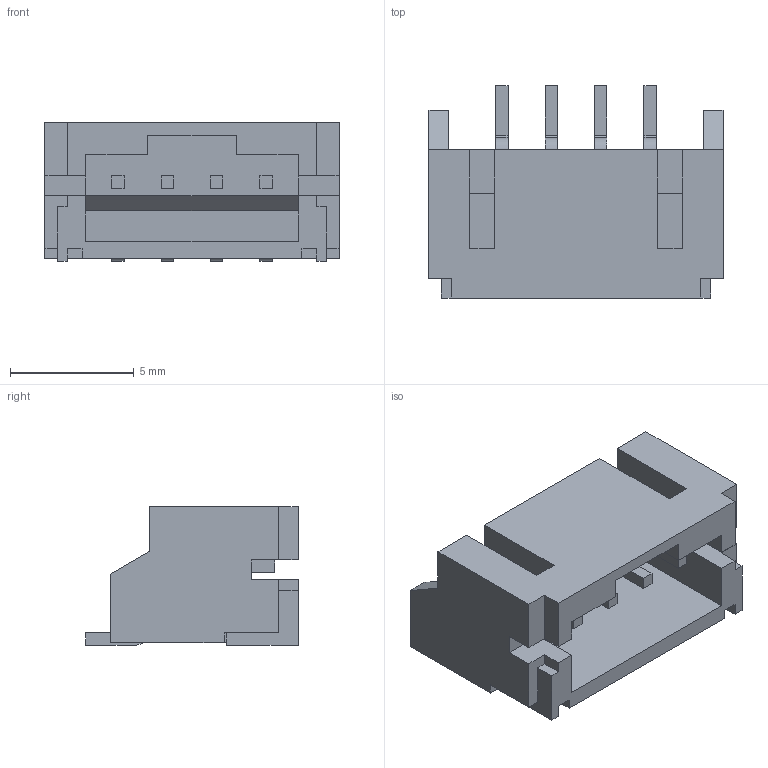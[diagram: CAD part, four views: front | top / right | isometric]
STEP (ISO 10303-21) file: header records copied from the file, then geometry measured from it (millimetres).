
FILE_DESCRIPTION(('FreeCAD Model'),'2;1');
FILE_NAME('JST_PH_S4B-PH-SM4-TB_1x04_1MP_P2_00mm_Horizontal.step','2019-04-24T23:03:07',( 'kicad StepUp'),('ksu MCAD'),'Open CASCADE STEP processor 7.3', 'FreeCAD','Unknown');
FILE_SCHEMA(('AUTOMOTIVE_DESIGN { 1 0 10303 214 1 1 1 1 }'));
Length unit declared in the file: millimetre
Products named in the file (1): JST_PH_S4B-PH-SM4-TB_1x04_1MP_P2_00mm_Horizontal
Bounding box: 11.9 x 8.6 x 5.6 mm (x, y, z)
Volume: 238.4 mm3; surface area: 562.7 mm2
Topology: 1 solids, 1 shells, 116 faces, 328 edges, 218 vertices
Faces by surface type: plane 104, cylinder 12
Entity records: 8833 total; most frequent: CARTESIAN_POINT 1391, DIRECTION 1230, LINE 936, VECTOR 936, ORIENTED_EDGE 656, PCURVE 656, DEFINITIONAL_REPRESENTATION 656, EDGE_CURVE 328
